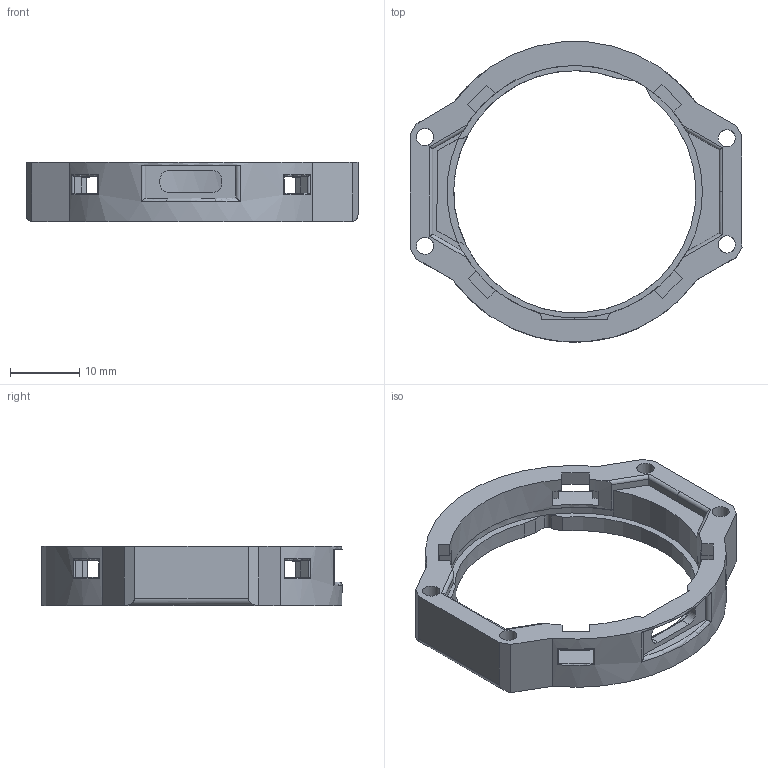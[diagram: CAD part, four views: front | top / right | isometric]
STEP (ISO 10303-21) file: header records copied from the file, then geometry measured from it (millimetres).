
FILE_DESCRIPTION(/* description */ (''),/* implementation_level */ '2;1');
FILE_NAME(/* name */ 'Mid.step',/* time_stamp */ '2024-04-29T15:30:36+03:00',/* author */ (''),/* organization */ (''),/* preprocessor_version */ 'ST-DEVELOPER v20',/* originating_system */ 'Autodesk Translation Framework v12.20.1.177',/* authorisation */ '');
FILE_SCHEMA (('AUTOMOTIVE_DESIGN { 1 0 10303 214 3 1 1 }'));
Length unit declared in the file: millimetre
Products named in the file (1): Mid layer
Bounding box: 48.1 x 43.52 x 8.55 mm (x, y, z)
Volume: 4206.6 mm3; surface area: 3932.8 mm2
Topology: 1 solids, 1 shells, 161 faces, 474 edges, 308 vertices
Faces by surface type: plane 94, cylinder 54, torus 13
Full cylindrical faces by diameter (mm): 2.5 x4
Entity records: 5757 total; most frequent: CARTESIAN_POINT 1320, ORIENTED_EDGE 948, DIRECTION 920, EDGE_CURVE 474, AXIS2_PLACEMENT_3D 314, VERTEX_POINT 308, LINE 292, VECTOR 292
